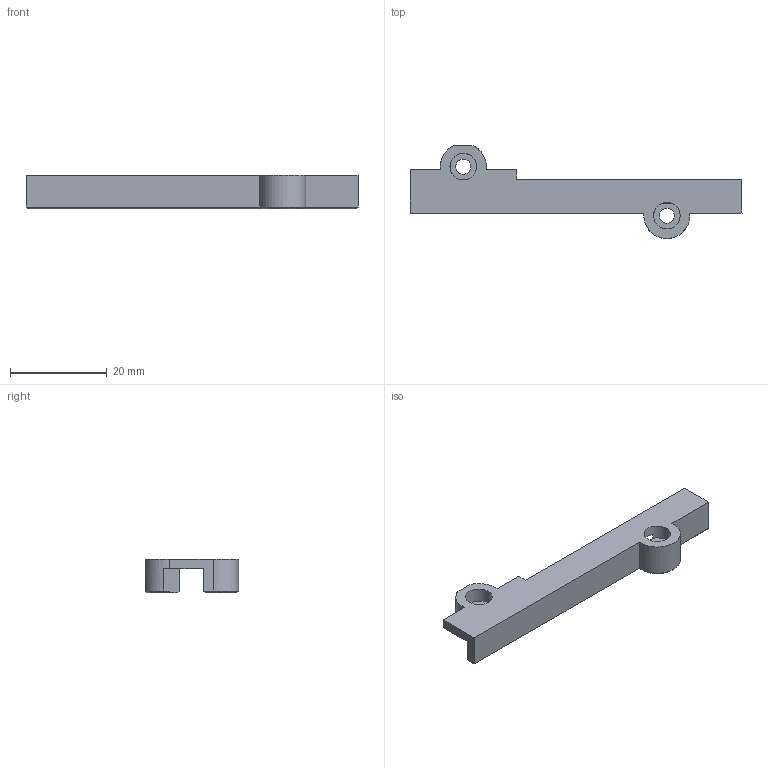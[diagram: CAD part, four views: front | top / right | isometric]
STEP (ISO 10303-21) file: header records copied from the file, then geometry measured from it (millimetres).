
FILE_DESCRIPTION(/* description */ (''),/* implementation_level */ '2;1');
FILE_NAME(/* name */ 'stryfe wire channel v3.step',/* time_stamp */ '2017-07-06T15:14:43-07:00',/* author */ (''),/* organization */ (''),/* preprocessor_version */ 'ST-DEVELOPER v16.13',/* originating_system */ 'Autodesk Translation Framework v6.1.1.50',/* authorisation */ '');
FILE_SCHEMA (('AUTOMOTIVE_DESIGN { 1 0 10303 214 3 1 1 }'));
Length unit declared in the file: millimetre
Products named in the file (1): stryfe wire channel v3
Bounding box: 68.5 x 19.25 x 7 mm (x, y, z)
Volume: 2169.7 mm3; surface area: 2596.9 mm2
Topology: 1 solids, 1 shells, 51 faces, 137 edges, 86 vertices
Faces by surface type: plane 37, cylinder 9, cone 5
Full cylindrical faces by diameter (mm): 3.1 x2, 5.5 x2
Entity records: 1571 total; most frequent: CARTESIAN_POINT 290, ORIENTED_EDGE 260, DIRECTION 257, EDGE_CURVE 130, LINE 89, VECTOR 89, AXIS2_PLACEMENT_3D 84, VERTEX_POINT 83
